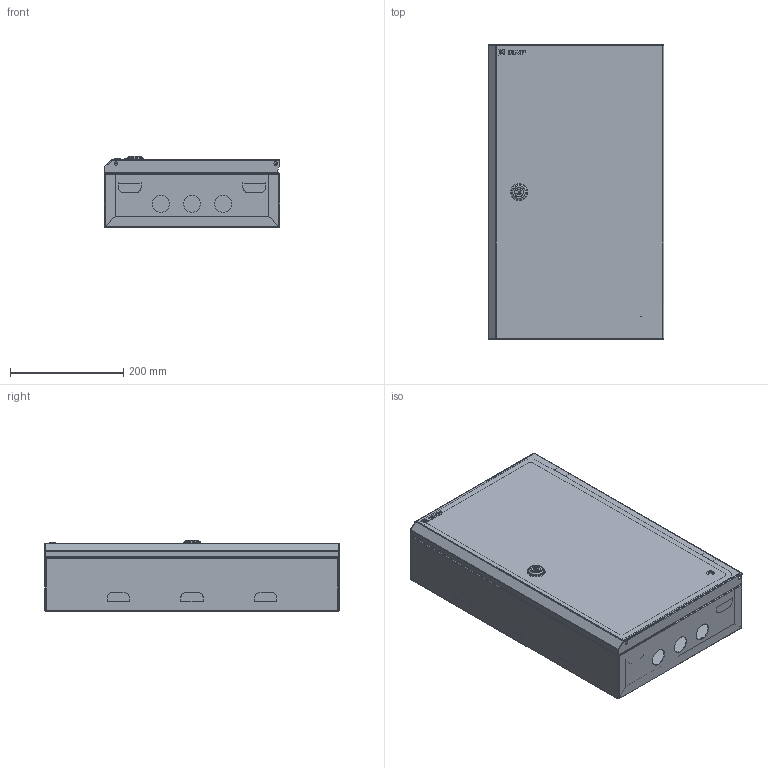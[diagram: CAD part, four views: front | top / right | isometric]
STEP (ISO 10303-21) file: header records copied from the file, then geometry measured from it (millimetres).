
FILE_DESCRIPTION (( 'STEP AP214' ), '1' );
FILE_NAME ('ﾙﾐﾍ-36 IP 54 ﾌﾈ-459.00.00.000 ﾑﾁ.STEP', '2017-08-30T10:32:48', ( 'Admin' ), ( '' ), 'SwSTEP 2.0', 'SolidWorks 2017', '' );
FILE_SCHEMA (( 'AUTOMOTIVE_DESIGN' ));
Length unit declared in the file: millimetre
Products named in the file (24): ÌÈ-459.01.01.001 Ñòåíêà çàäíÿÿ; cross ph tapping 968_din_Screw DIN 968-ST3.5x13-C-H-N; DIN-ðåéêà; ﾙﾐﾍ-36 IP 54 ﾌﾈ-459.00.00.000 ﾑﾁ; rivet 02_din_DIN 660-5x8-St-A-2; Íàâåñêà íà êîðïóñ ïîä êëåïêó; hex flange nut_din_Hexagon Flange Nut DIN 6923 - M6 - N; ÌÈ-459.02.00.000 Äâåðü â ñáîðå; 呧蜦 3D; Ïåòëÿ íà äâåðü ï-îáðàçíàÿ; ÓÊ íà äâåðü ÌÈ-459; Çàìîê áîëüøîé; ﾌﾈ-459.02.00.001 ﾄ粢; ÌÈ-459.01.00.000 Êîðïóñ â ñáîðå; ÌÈ-455.01.03.000 Ñòåíêà íèæíÿÿ â ñáîðå; ÌÈ-455.01.03.001 Ñòåíêà íèæíÿÿ; ÌÈ-455.01.02.000 Ñòåíêà âåðõíÿÿ â ñáîðå; ÌÈ-455.01.02.001 Ñòåíêà âåðõíÿÿ; ÌÈ-459.01.01.000 Ñòåíêà çàäíÿÿ â ñáîðå ; split pin_din_DIN 94-4x56-C-St; Êðîíøòåéí 40õ40; ÌÈ-459.03.00.000 Ïàíåëü â ñáîðå; Øïèëüêà Ì6õ12; 昈-459.03.00.001 眈翴錪
Assembly tree (52 placements, depth 4):
  ﾙﾐﾍ-36 IP 54 ﾌﾈ-459.00.00.000 ﾑﾁ
    ÌÈ-459.01.00.000 Êîðïóñ â ñáîðå
      ÌÈ-459.01.01.000 Ñòåíêà çàäíÿÿ â ñáîðå 
        ÌÈ-459.01.01.001 Ñòåíêà çàäíÿÿ
        Øïèëüêà Ì6õ12
        Êðîíøòåéí 40õ40  x6
      ÌÈ-455.01.02.000 Ñòåíêà âåðõíÿÿ â ñáîðå
        ÌÈ-455.01.02.001 Ñòåíêà âåðõíÿÿ
        Êðîíøòåéí 40õ40  x2
      ÌÈ-455.01.03.000 Ñòåíêà íèæíÿÿ â ñáîðå
        ÌÈ-455.01.03.001 Ñòåíêà íèæíÿÿ
        Êðîíøòåéí 40õ40  x2
    ÌÈ-459.02.00.000 Äâåðü â ñáîðå
      ﾌﾈ-459.02.00.001 ﾄ粢
      Çàìîê áîëüøîé
      ÓÊ íà äâåðü ÌÈ-459
      Øïèëüêà Ì6õ12
      Ïåòëÿ íà äâåðü ï-îáðàçíàÿ  x2
      呧蜦 3D
    hex flange nut_din_Hexagon Flange Nut DIN 6923 - M6 - N  x2
    Íàâåñêà íà êîðïóñ ïîä êëåïêó  x2
    rivet 02_din_DIN 660-5x8-St-A-2  x4
    DIN-ðåéêà  x3
    cross ph tapping 968_din_Screw DIN 968-ST3.5x13-C-H-N  x10
    ÌÈ-459.03.00.000 Ïàíåëü â ñáîðå
      昈-459.03.00.001 眈翴錪
      Øïèëüêà Ì6õ12
    split pin_din_DIN 94-4x56-C-St  x2
Bounding box: 310 x 520 x 125.54 mm (x, y, z)
Volume: 827580.8 mm3; surface area: 1538285.7 mm2
Topology: 53 solids, 58 shells, 1503 faces, 3703 edges, 2325 vertices
Faces by surface type: plane 854, cylinder 508, cone 52, torus 40, bspline 29, sphere 20
Entity records: 27278 total; most frequent: CARTESIAN_POINT 5233, DIRECTION 4036, ORIENTED_EDGE 3812, EDGE_CURVE 1906, AXIS2_PLACEMENT_3D 1389, LINE 1258, VECTOR 1258, VERTEX_POINT 1176
